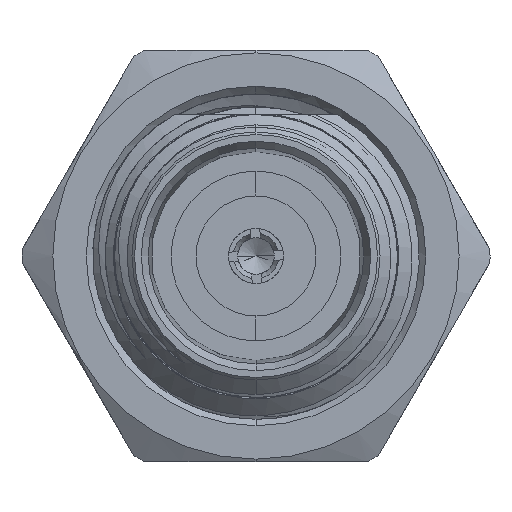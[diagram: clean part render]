
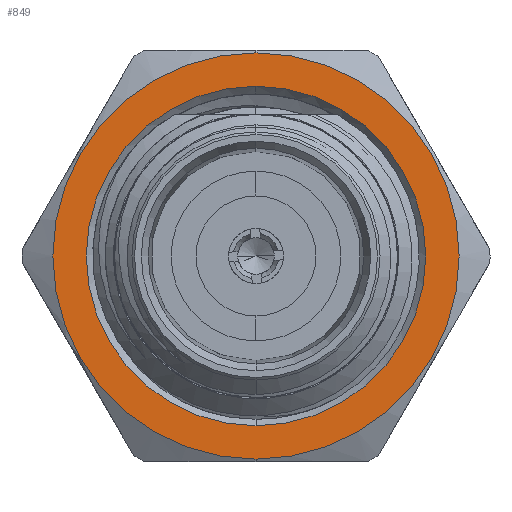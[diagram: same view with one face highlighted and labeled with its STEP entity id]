
A CAD part, left-side view. The second image highlights one B-rep face of the part: STEP entity #849.
In plain terms, the highlighted face is planar.
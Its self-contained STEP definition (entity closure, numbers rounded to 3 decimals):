
#849 = ADVANCED_FACE ( 'NONE', ( #7928, #14067 ), #7086, .F. ) ;
#1270 = EDGE_LOOP ( 'NONE', ( #6864, #9911 ) ) ;
#1723 = VERTEX_POINT ( 'NONE', #20651 ) ;
#1966 = DIRECTION ( 'NONE',  ( 0., 0., 1. ) ) ;
#2714 = AXIS2_PLACEMENT_3D ( 'NONE', #10059, #24519, #12111 ) ;
#4138 = AXIS2_PLACEMENT_3D ( 'NONE', #26777, #14384, #1966 ) ;
#5659 = CIRCLE ( 'NONE', #11216, 7.9 ) ;
#6373 = VERTEX_POINT ( 'NONE', #15700 ) ;
#6834 = CARTESIAN_POINT ( 'NONE',  ( 0., 10.2, -7.9 ) ) ;
#6864 = ORIENTED_EDGE ( 'NONE', *, *, #12570, .T. ) ;
#7031 = EDGE_LOOP ( 'NONE', ( #16851, #9200 ) ) ;
#7086 = PLANE ( 'NONE',  #15922 ) ;
#7240 = CARTESIAN_POINT ( 'NONE',  ( 0., 10.2, 0. ) ) ;
#7928 = FACE_OUTER_BOUND ( 'NONE', #7031, .T. ) ;
#9026 = CARTESIAN_POINT ( 'NONE',  ( 0., 10.2, 7.9 ) ) ;
#9170 = DIRECTION ( 'NONE',  ( 0., 0., 1. ) ) ;
#9200 = ORIENTED_EDGE ( 'NONE', *, *, #18621, .F. ) ;
#9330 = DIRECTION ( 'NONE',  ( 0., 0., 1. ) ) ;
#9643 = CIRCLE ( 'NONE', #2714, 6.6 ) ;
#9911 = ORIENTED_EDGE ( 'NONE', *, *, #13223, .T. ) ;
#10059 = CARTESIAN_POINT ( 'NONE',  ( 0., 10.2, 0. ) ) ;
#11216 = AXIS2_PLACEMENT_3D ( 'NONE', #11522, #25993, #13605 ) ;
#11522 = CARTESIAN_POINT ( 'NONE',  ( 0., 10.2, 0. ) ) ;
#12111 = DIRECTION ( 'NONE',  ( 0., 0., 1. ) ) ;
#12570 = EDGE_CURVE ( 'NONE', #6373, #1723, #22281, .T. ) ;
#13223 = EDGE_CURVE ( 'NONE', #1723, #6373, #9643, .T. ) ;
#13305 = EDGE_CURVE ( 'NONE', #25128, #18342, #26125, .T. ) ;
#13605 = DIRECTION ( 'NONE',  ( 0., 0., 1. ) ) ;
#14067 = FACE_BOUND ( 'NONE', #1270, .T. ) ;
#14384 = DIRECTION ( 'NONE',  ( 0., -1., 0. ) ) ;
#15306 = CARTESIAN_POINT ( 'NONE',  ( -6.6, 10.2, 0. ) ) ;
#15700 = CARTESIAN_POINT ( 'NONE',  ( 0., 10.2, -6.6 ) ) ;
#15922 = AXIS2_PLACEMENT_3D ( 'NONE', #15306, #21550, #9170 ) ;
#16851 = ORIENTED_EDGE ( 'NONE', *, *, #13305, .F. ) ;
#18342 = VERTEX_POINT ( 'NONE', #6834 ) ;
#18621 = EDGE_CURVE ( 'NONE', #18342, #25128, #5659, .T. ) ;
#20442 = AXIS2_PLACEMENT_3D ( 'NONE', #7240, #21700, #9330 ) ;
#20651 = CARTESIAN_POINT ( 'NONE',  ( 0., 10.2, 6.6 ) ) ;
#21550 = DIRECTION ( 'NONE',  ( 0., -1., 0. ) ) ;
#21700 = DIRECTION ( 'NONE',  ( 0., -1., 0. ) ) ;
#22281 = CIRCLE ( 'NONE', #20442, 6.6 ) ;
#24519 = DIRECTION ( 'NONE',  ( 0., -1., 0. ) ) ;
#25128 = VERTEX_POINT ( 'NONE', #9026 ) ;
#25993 = DIRECTION ( 'NONE',  ( 0., -1., 0. ) ) ;
#26125 = CIRCLE ( 'NONE', #4138, 7.9 ) ;
#26777 = CARTESIAN_POINT ( 'NONE',  ( 0., 10.2, 0. ) ) ;
